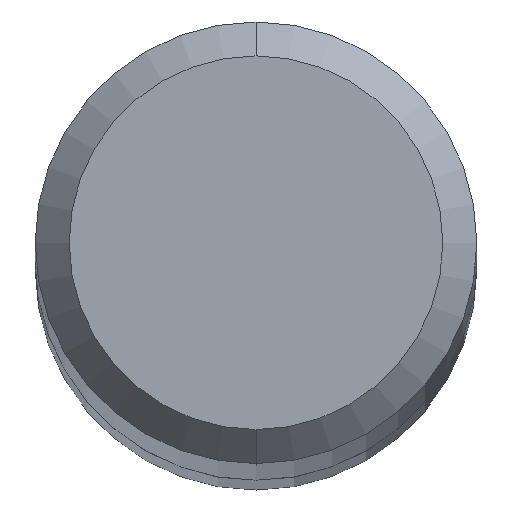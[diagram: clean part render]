
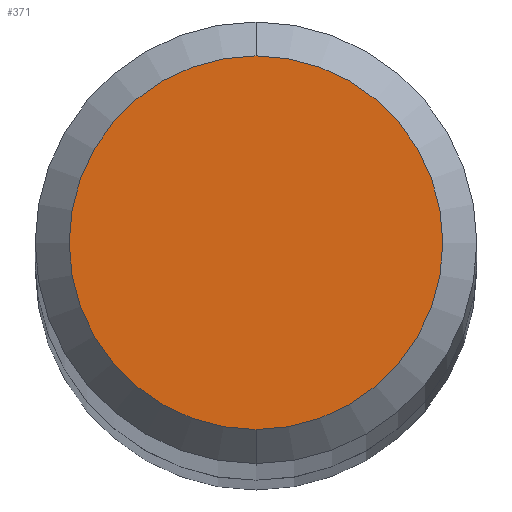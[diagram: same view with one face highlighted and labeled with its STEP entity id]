
A CAD part, top view. The second image highlights one B-rep face of the part: STEP entity #371.
In plain terms, the highlighted planar face has unit normal (0, 0, 1).
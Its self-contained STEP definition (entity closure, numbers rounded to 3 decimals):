
#205=VERTEX_POINT('',#487);
#227=EDGE_CURVE('',#205,#261,#510,.T.);
#261=VERTEX_POINT('',#547);
#283=EDGE_CURVE('',#261,#205,#571,.T.);
#371=ADVANCED_FACE('',(#667),#668,.T.);
#487=CARTESIAN_POINT('',(0.,-1.1,0.0));
#510=CIRCLE('',#895,1.1);
#547=CARTESIAN_POINT('',(0.0,1.1,0.0));
#571=CIRCLE('',#1010,1.1);
#667=FACE_OUTER_BOUND('',#1207,.T.);
#668=PLANE('',#1208);
#895=AXIS2_PLACEMENT_3D('',#1388,#1389,#1390);
#1010=AXIS2_PLACEMENT_3D('',#1460,#1461,#1462);
#1207=EDGE_LOOP('',(#1571,#1572));
#1208=AXIS2_PLACEMENT_3D('',#1573,#1574,#1575);
#1388=CARTESIAN_POINT('',(0.0,0.0,0.0));
#1389=DIRECTION('',(0.0,0.0,-1.0));
#1390=DIRECTION('',(0.0,1.0,0.0));
#1460=CARTESIAN_POINT('',(0.0,0.0,0.0));
#1461=DIRECTION('',(0.0,0.0,-1.0));
#1462=DIRECTION('',(0.0,1.0,0.0));
#1571=ORIENTED_EDGE('',*,*,#283,.F.);
#1572=ORIENTED_EDGE('',*,*,#227,.F.);
#1573=CARTESIAN_POINT('',(0.0,0.55,0.0));
#1574=DIRECTION('',(-0.0,0.0,1.0));
#1575=DIRECTION('',(0.0,-1.0,0.0));
